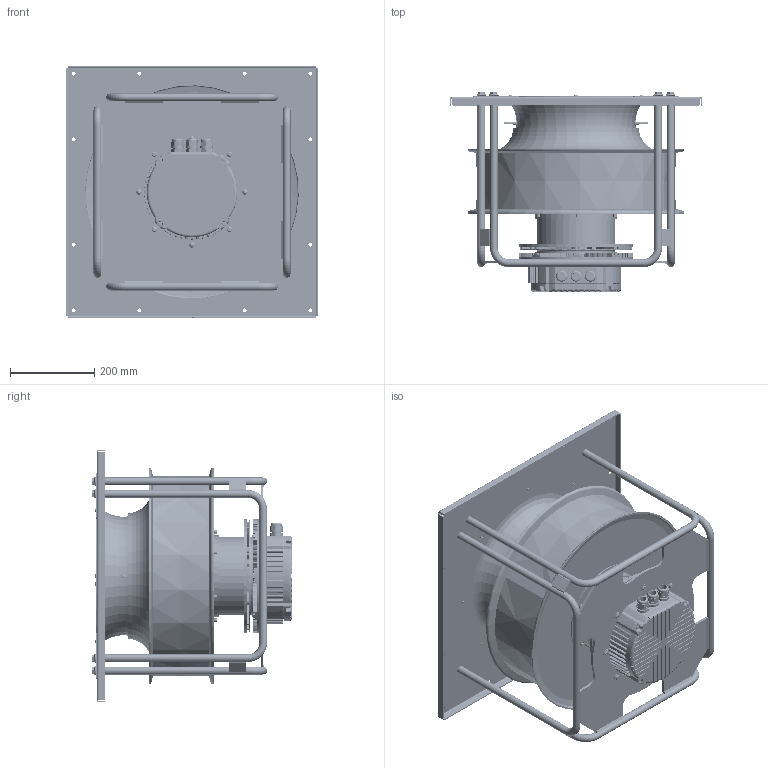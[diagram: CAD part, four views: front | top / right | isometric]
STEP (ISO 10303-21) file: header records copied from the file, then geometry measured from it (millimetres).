
FILE_DESCRIPTION((''),'2;1');
FILE_NAME('1196010_ASM','2023-12-21T15:26:14',('mkulawiak'),(''),'CREO PARAMETRIC BY PTC INC, 2022484','CREO PARAMETRIC BY PTC INC, 2022484','');
FILE_SCHEMA(('CONFIG_CONTROL_DESIGN'));
Length unit declared in the file: millimetre
Products named in the file (29): 1196008; 1172586; 1172587; 1196425_ASM; 1171508; 1173619; 1173620; 1195167; 1111787; 1196006_ASM; 1171449; 1193906; 1193907; FILLET_WELD_ID_1315; 1194432; 1210520; FILLET_WELD_ID_7100; FILLET_WELD_ID_7220; FILLET_WELD_ID_7346; FILLET_WELD_ID_7367; FILLET_WELD_ID_7392; FILLET_WELD_ID_7413; FILLET_WELD_ID_7438; FILLET_WELD_ID_7459; 1210856_ASM; 1210435; 1210529; 1195169; 1196010_ASM
Assembly tree (74 placements, depth 4):
  1196010_ASM
    1196006_ASM
      1196008
      1196425_ASM
        1172586
        1172587
      1171508
      1173619  x2
      1173620  x2
      1195167  x6
      1111787  x2
    1171449
    1210856_ASM
      1193906  x4
      1193907
      FILLET_WELD_ID_1315
      1194432  x8
      1210520  x4
      FILLET_WELD_ID_7100
      FILLET_WELD_ID_7220
      FILLET_WELD_ID_7346
      FILLET_WELD_ID_7367
      FILLET_WELD_ID_7392
      FILLET_WELD_ID_7413
      FILLET_WELD_ID_7438
      FILLET_WELD_ID_7459
    1210435  x4
    1195167  x8
    1210529  x8
    1195169  x8
Bounding box: 600 x 476.1 x 600 mm (x, y, z)
Volume: 33195859.5 mm3; surface area: 3641128.8 mm2
Topology: 84 solids, 115 shells, 6566 faces, 18004 edges, 11399 vertices
Faces by surface type: plane 2981, cylinder 2498, torus 439, cone 368, sphere 178, bspline 102
Entity records: 129569 total; most frequent: CARTESIAN_POINT 33061, DIRECTION 20461, ORIENTED_EDGE 20286, EDGE_CURVE 10251, AXIS2_PLACEMENT_3D 7930, VERTEX_POINT 6573, VECTOR 4601, LINE 4601
